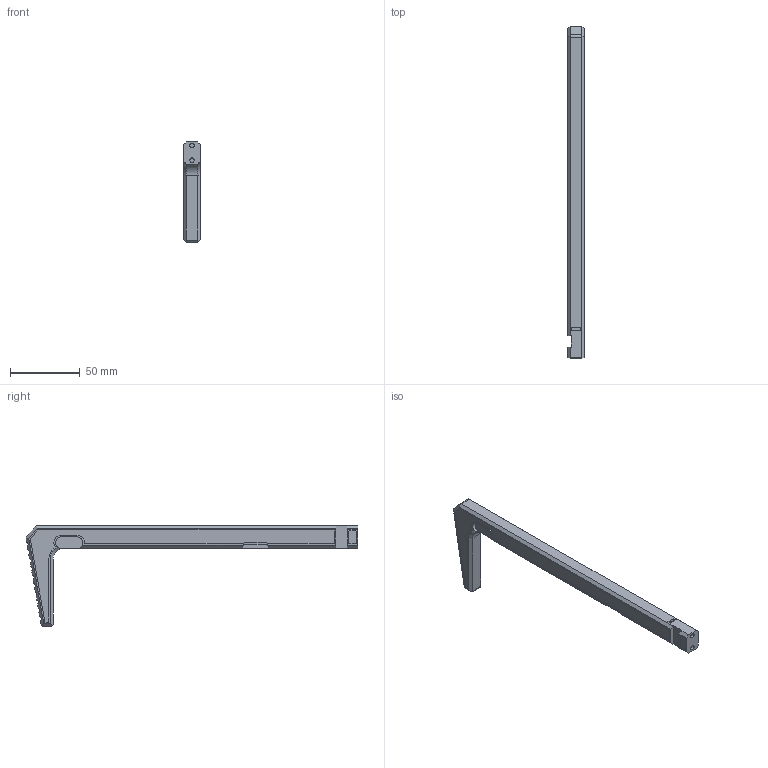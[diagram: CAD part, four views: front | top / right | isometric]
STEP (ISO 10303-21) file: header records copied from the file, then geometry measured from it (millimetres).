
FILE_DESCRIPTION(/* description */ (''),/* implementation_level */ '2;1');
FILE_NAME(/* name */ '38.1-stock-bar-flat.step',/* time_stamp */ '2022-04-06T21:27:02+01:00',/* author */ (''),/* organization */ (''),/* preprocessor_version */ 'ST-DEVELOPER v18.1',/* originating_system */ 'Autodesk Translation Framework v10.13.0.1454',/* authorisation */ '');
FILE_SCHEMA (('AUTOMOTIVE_DESIGN { 1 0 10303 214 3 1 1 }'));
Length unit declared in the file: millimetre
Products named in the file (1): 38.1-stock-bar-flat
Bounding box: 12 x 237.89 x 72 mm (x, y, z)
Volume: 48855.1 mm3; surface area: 16104 mm2
Topology: 1 solids, 1 shells, 104 faces, 285 edges, 189 vertices
Faces by surface type: plane 74, cylinder 28, cone 2
Full cylindrical faces by diameter (mm): 3.2 x4
Entity records: 3350 total; most frequent: CARTESIAN_POINT 588, ORIENTED_EDGE 570, DIRECTION 564, EDGE_CURVE 285, LINE 214, VECTOR 214, VERTEX_POINT 189, AXIS2_PLACEMENT_3D 175
